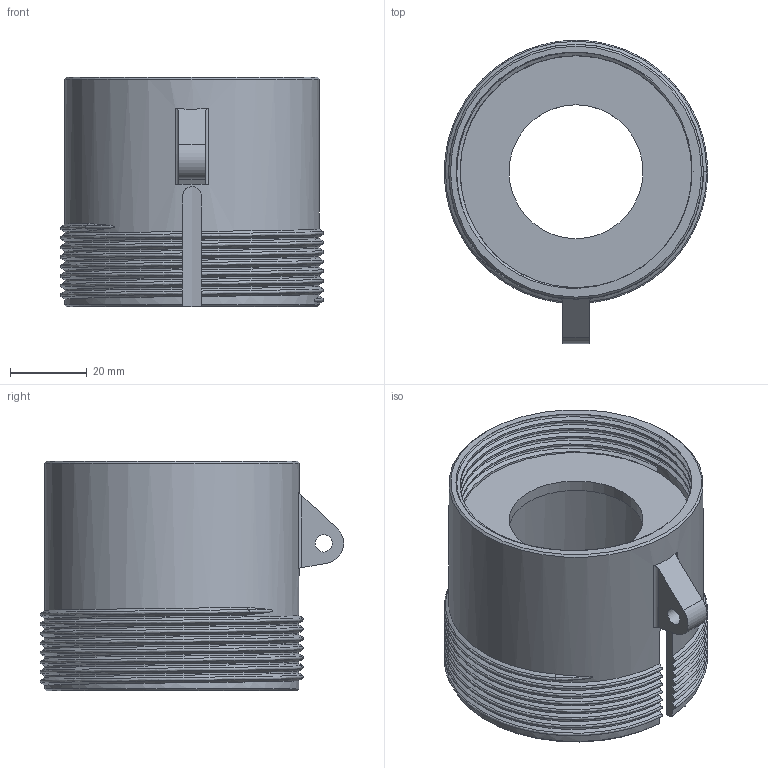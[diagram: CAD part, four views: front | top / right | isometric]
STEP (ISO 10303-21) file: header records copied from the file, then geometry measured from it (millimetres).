
FILE_DESCRIPTION(('FreeCAD Model'),'2;1');
FILE_NAME('Open CASCADE Shape Model','2025-01-28T00:18:20',(''),(''), 'Open CASCADE STEP processor 7.8','FreeCAD','Unknown');
FILE_SCHEMA(('AUTOMOTIVE_DESIGN { 1 0 10303 214 1 1 1 1 }'));
Length unit declared in the file: millimetre
Products named in the file (1): back-screw
Bounding box: 68.78 x 79.3 x 60 mm (x, y, z)
Volume: 35467.8 mm3; surface area: 31491.2 mm2
Topology: 1 solids, 1 shells, 109 faces, 287 edges, 182 vertices
Faces by surface type: bspline 66, cylinder 28, plane 11, cone 4
Full cylindrical faces by diameter (mm): 4.5 x1, 35 x1, 60.6 x4, 62.6 x1, 66.6 x1
Entity records: 13519 total; most frequent: CARTESIAN_POINT 8707, ORIENTED_EDGE 574, PCURVE 574, DEFINITIONAL_REPRESENTATION 574, DIRECTION 560, B_SPLINE_CURVE_WITH_KNOTS 394, LINE 393, VECTOR 393
